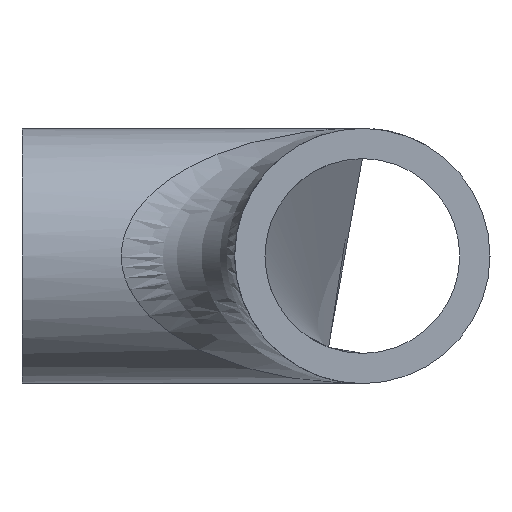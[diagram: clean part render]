
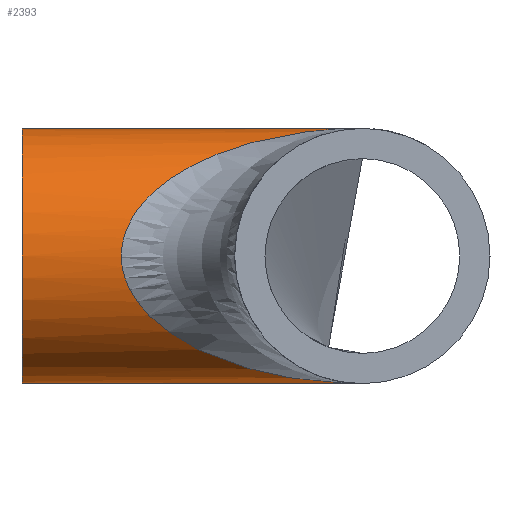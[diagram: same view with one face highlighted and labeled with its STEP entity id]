
A CAD part, left-side view. The second image highlights one B-rep face of the part: STEP entity #2393.
In plain terms, the highlighted cylindrical face has radius 6.75 mm (diameter 13.5 mm), a full revolution.
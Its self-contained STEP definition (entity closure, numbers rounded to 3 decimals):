
#182 =( BOUNDED_CURVE ( )  B_SPLINE_CURVE ( 3, ( #758, #7071, #4297, #4994 ),
 .UNSPECIFIED., .F., .T. ) 
 B_SPLINE_CURVE_WITH_KNOTS ( ( 4, 4 ),
 ( 4.712, 7.854 ),
 .UNSPECIFIED. ) 
 CURVE ( )  GEOMETRIC_REPRESENTATION_ITEM ( )  RATIONAL_B_SPLINE_CURVE ( ( 1., 0.333, 0.333, 1. ) ) 
 REPRESENTATION_ITEM ( '' )  );
#287 = CARTESIAN_POINT ( 'NONE',  ( 13.5, 25.5, 6.75 ) ) ;
#642 = ORIENTED_EDGE ( 'NONE', *, *, #6844, .T. ) ;
#758 = CARTESIAN_POINT ( 'NONE',  ( 0., 0., -6.75 ) ) ;
#1085 = ORIENTED_EDGE ( 'NONE', *, *, #3006, .F. ) ;
#1166 = VERTEX_POINT ( 'NONE', #7163 ) ;
#1346 = CARTESIAN_POINT ( 'NONE',  ( 0., 0., 6.75 ) ) ;
#1372 = FACE_OUTER_BOUND ( 'NONE', #3327, .T. ) ;
#1648 = EDGE_LOOP ( 'NONE', ( #1085 ) ) ;
#1792 = EDGE_CURVE ( 'NONE', #6159, #1166, #2798, .T. ) ;
#2393 = ADVANCED_FACE ( 'NONE', ( #1372, #6621 ), #4123, .T. ) ;
#2798 =( BOUNDED_CURVE ( )  B_SPLINE_CURVE ( 3, ( #6618, #287, #6587, #5273 ),
 .UNSPECIFIED., .F., .T. ) 
 B_SPLINE_CURVE_WITH_KNOTS ( ( 4, 4 ),
 ( 1.571, 4.712 ),
 .UNSPECIFIED. ) 
 CURVE ( )  GEOMETRIC_REPRESENTATION_ITEM ( )  RATIONAL_B_SPLINE_CURVE ( ( 1., 0.333, 0.333, 1. ) ) 
 REPRESENTATION_ITEM ( '' )  );
#3006 = EDGE_CURVE ( 'NONE', #7748, #7748, #3025, .T. ) ;
#3025 = CIRCLE ( 'NONE', #3938, 6.75 ) ;
#3257 = CARTESIAN_POINT ( 'NONE',  ( 0., 18., 6.75 ) ) ;
#3327 = EDGE_LOOP ( 'NONE', ( #642, #4431 ) ) ;
#3938 = AXIS2_PLACEMENT_3D ( 'NONE', #8428, #5624, #6325 ) ;
#3953 = CARTESIAN_POINT ( 'NONE',  ( 0., 18., 0. ) ) ;
#4123 = CYLINDRICAL_SURFACE ( 'NONE', #4762, 6.75 ) ;
#4297 = CARTESIAN_POINT ( 'NONE',  ( -13.5, 25.5, 6.75 ) ) ;
#4431 = ORIENTED_EDGE ( 'NONE', *, *, #1792, .T. ) ;
#4762 = AXIS2_PLACEMENT_3D ( 'NONE', #3953, #8753, #7340 ) ;
#4994 = CARTESIAN_POINT ( 'NONE',  ( 0., 0., 6.75 ) ) ;
#5273 = CARTESIAN_POINT ( 'NONE',  ( 0., 0., -6.75 ) ) ;
#5624 = DIRECTION ( 'NONE',  ( 0., 1., 0. ) ) ;
#6159 = VERTEX_POINT ( 'NONE', #1346 ) ;
#6325 = DIRECTION ( 'NONE',  ( 0., 0., 1. ) ) ;
#6587 = CARTESIAN_POINT ( 'NONE',  ( 13.5, 25.5, -6.75 ) ) ;
#6618 = CARTESIAN_POINT ( 'NONE',  ( 0., 0., 6.75 ) ) ;
#6621 = FACE_OUTER_BOUND ( 'NONE', #1648, .T. ) ;
#6844 = EDGE_CURVE ( 'NONE', #1166, #6159, #182, .T. ) ;
#7071 = CARTESIAN_POINT ( 'NONE',  ( -13.5, 25.5, -6.75 ) ) ;
#7163 = CARTESIAN_POINT ( 'NONE',  ( 0., 0., -6.75 ) ) ;
#7340 = DIRECTION ( 'NONE',  ( 0., 0., -1. ) ) ;
#7748 = VERTEX_POINT ( 'NONE', #3257 ) ;
#8428 = CARTESIAN_POINT ( 'NONE',  ( 0., 18., 0. ) ) ;
#8753 = DIRECTION ( 'NONE',  ( 0., -1., 0. ) ) ;
